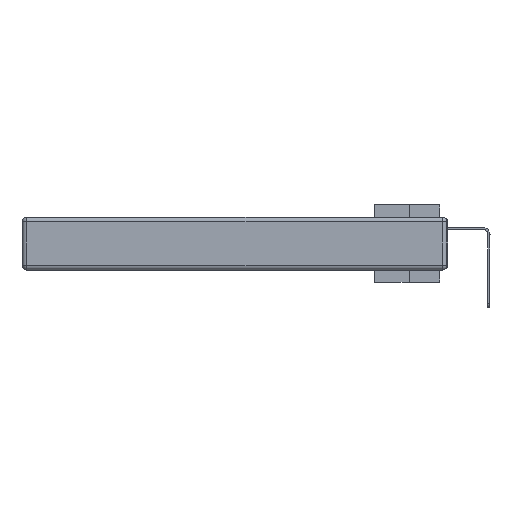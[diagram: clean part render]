
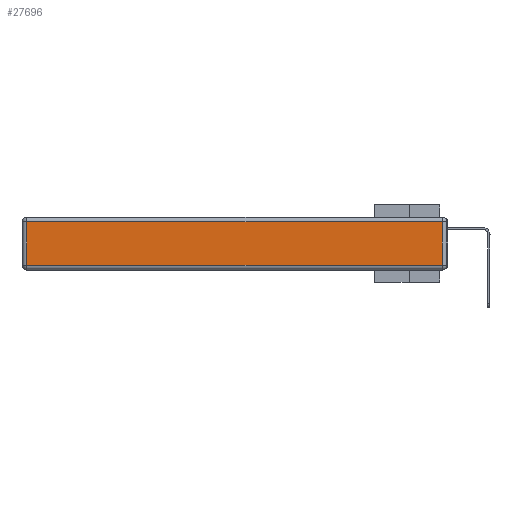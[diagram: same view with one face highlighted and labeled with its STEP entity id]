
A CAD part, left-side view. The second image highlights one B-rep face of the part: STEP entity #27696.
In plain terms, the highlighted planar face has unit normal (-1, 0, 0).
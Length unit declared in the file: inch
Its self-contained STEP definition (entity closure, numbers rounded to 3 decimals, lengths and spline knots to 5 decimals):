
#66 = DIRECTION ( 'NONE',  ( 0., 0., 1. ) ) ;
#1003 = CARTESIAN_POINT ( 'NONE',  ( 0., 0.03, -0.03 ) ) ;
#3008 = EDGE_LOOP ( 'NONE', ( #21191, #16170, #16426, #10283 ) ) ;
#3296 = AXIS2_PLACEMENT_3D ( 'NONE', #20780, #3524, #66 ) ;
#3524 = DIRECTION ( 'NONE',  ( -1., 0., 0. ) ) ;
#3641 = EDGE_CURVE ( 'NONE', #23535, #4415, #28856, .T. ) ;
#4415 = VERTEX_POINT ( 'NONE', #4558 ) ;
#4558 = CARTESIAN_POINT ( 'NONE',  ( 0., 2.72, -0.313 ) ) ;
#4819 = DIRECTION ( 'NONE',  ( 0., 1., 0. ) ) ;
#5243 = CARTESIAN_POINT ( 'NONE',  ( 0., 0., -0.313 ) ) ;
#5639 = DIRECTION ( 'NONE',  ( 0., 0., -1. ) ) ;
#5940 = CARTESIAN_POINT ( 'NONE',  ( 0., 2.72, -0.03 ) ) ;
#6069 = LINE ( 'NONE', #5243, #15319 ) ;
#6280 = CARTESIAN_POINT ( 'NONE',  ( 0., 2.72, -0.343 ) ) ;
#8730 = LINE ( 'NONE', #9484, #9485 ) ;
#9484 = CARTESIAN_POINT ( 'NONE',  ( 0., 2.75, -0.03 ) ) ;
#9485 = VECTOR ( 'NONE', #4819, 39.37008 ) ;
#10283 = ORIENTED_EDGE ( 'NONE', *, *, #3641, .T. ) ;
#12589 = DIRECTION ( 'NONE',  ( 0., -1., 0. ) ) ;
#12828 = LINE ( 'NONE', #13951, #26941 ) ;
#13058 = EDGE_CURVE ( 'NONE', #20175, #23535, #8730, .T. ) ;
#13951 = CARTESIAN_POINT ( 'NONE',  ( 0., 0.03, -0.343 ) ) ;
#15319 = VECTOR ( 'NONE', #12589, 39.37008 ) ;
#16170 = ORIENTED_EDGE ( 'NONE', *, *, #24354, .T. ) ;
#16426 = ORIENTED_EDGE ( 'NONE', *, *, #13058, .T. ) ;
#17770 = VECTOR ( 'NONE', #5639, 39.37008 ) ;
#19363 = VERTEX_POINT ( 'NONE', #28993 ) ;
#20175 = VERTEX_POINT ( 'NONE', #1003 ) ;
#20780 = CARTESIAN_POINT ( 'NONE',  ( 0., 0., -0.343 ) ) ;
#21191 = ORIENTED_EDGE ( 'NONE', *, *, #29969, .T. ) ;
#21668 = FACE_OUTER_BOUND ( 'NONE', #3008, .T. ) ;
#23209 = DIRECTION ( 'NONE',  ( 0., 0., 1. ) ) ;
#23535 = VERTEX_POINT ( 'NONE', #5940 ) ;
#24354 = EDGE_CURVE ( 'NONE', #19363, #20175, #12828, .T. ) ;
#24517 = PLANE ( 'NONE',  #3296 ) ;
#26941 = VECTOR ( 'NONE', #23209, 39.37008 ) ;
#27696 = ADVANCED_FACE ( 'NONE', ( #21668 ), #24517, .T. ) ;
#28856 = LINE ( 'NONE', #6280, #17770 ) ;
#28993 = CARTESIAN_POINT ( 'NONE',  ( 0., 0.03, -0.313 ) ) ;
#29969 = EDGE_CURVE ( 'NONE', #4415, #19363, #6069, .T. ) ;
